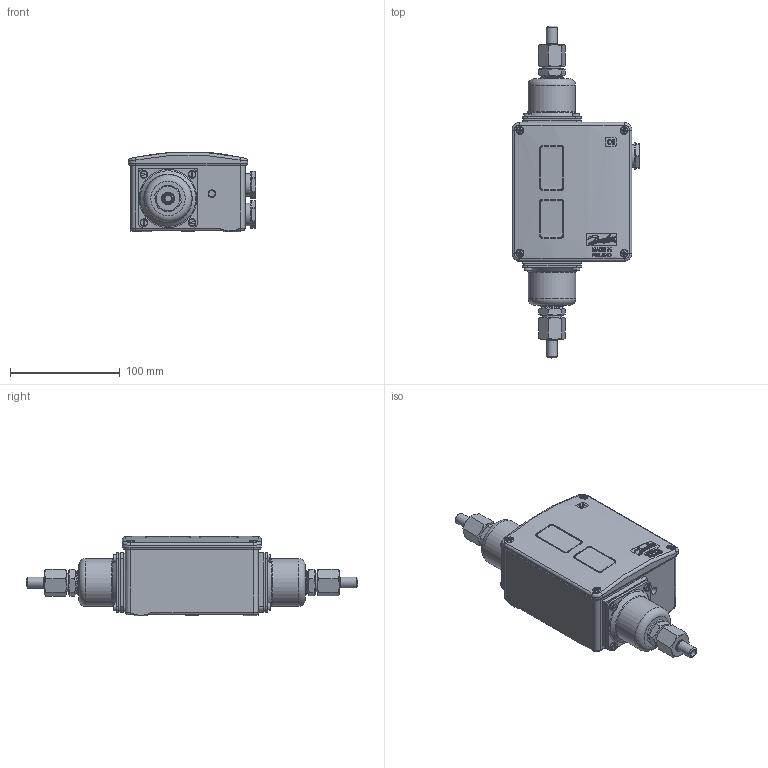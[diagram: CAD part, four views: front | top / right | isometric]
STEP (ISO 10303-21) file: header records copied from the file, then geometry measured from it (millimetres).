
FILE_DESCRIPTION((''),'2;1');
FILE_NAME('WEB017D9220.step','2014-12-17T09:12:41',(''),(''),'Autodesk Inventor 2012','Autodesk Inventor 2012','');
FILE_SCHEMA(('AUTOMOTIVE_DESIGN { 1 2 10303 214 0 1 1 1 }'));
Length unit declared in the file: millimetre
Products named in the file (1): WEB017D9220
Bounding box: 116.42 x 302.7 x 72.63 mm (x, y, z)
Volume: 1053634.9 mm3; surface area: 104861.7 mm2
Topology: 1 solids, 97 shells, 3327 faces, 8852 edges, 5815 vertices
Faces by surface type: plane 2449, cylinder 366, bspline 269, cone 134, torus 73, sphere 36
Full cylindrical faces by diameter (mm): 0.793 x2, 2 x2, 2.5 x2, 2.55 x2, 3.128 x4, 3.2 x1, 3.3 x4, 3.5 x10, 3.6 x1, 3.8 x2, 3.86 x4, 4 x18, 4.2 x8, 4.35 x12, 4.5 x2, 4.6 x8, 5 x6, 5.2 x1, 5.5 x2, 6 x5, 6.5 x2, 6.8 x2, 6.9 x4, 7 x11, 7.2 x4, 10 x2, 11 x2, 11.5 x2, 14.05 x2, 14.5 x4
Entity records: 111099 total; most frequent: CARTESIAN_POINT 26126, DIRECTION 17471, ORIENTED_EDGE 16972, EDGE_CURVE 8486, AXIS2_PLACEMENT_3D 6827, VERTEX_POINT 5718, EDGE_LOOP 3818, VECTOR 3817
